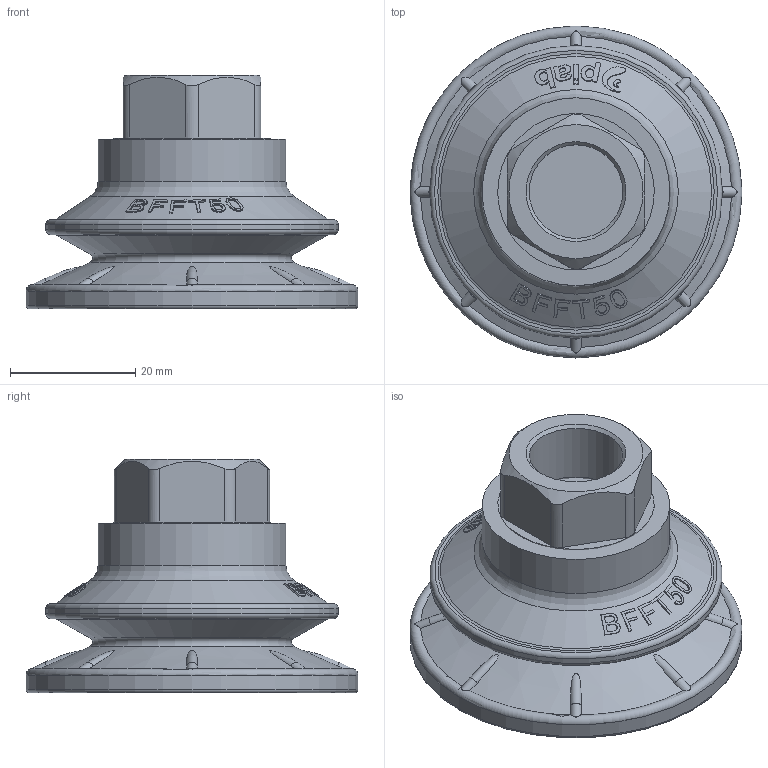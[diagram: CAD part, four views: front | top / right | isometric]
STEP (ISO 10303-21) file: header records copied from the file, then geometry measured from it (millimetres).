
FILE_DESCRIPTION( ( 'Unknown' ), '1' );
FILE_NAME( 'SE-0409703.stp', 'Unknown', ( 'Unknown' ), ( 'Unknown' ), 'PSStep 17.0.49', 'Unknown', ' ' );
FILE_SCHEMA( ( 'AUTOMOTIVE_DESIGN { 1 0 10303 214 1 1 1 1 }' ) );
Length unit declared in the file: millimetre
Products named in the file (7): SE-0407856; SE-0408103; SE-0409079; SE-0409344; SE-0409077; Assem1; SE-0407009
Assembly tree (6 placements, depth 3):
  Assem1
    SE-0407009
    SE-0407856
      SE-0408103
      SE-0409079
      SE-0409344
      SE-0409077
Bounding box: 53 x 53 x 37.24 mm (x, y, z)
Volume: 39879 mm3; surface area: 15664.6 mm2
Topology: 5 solids, 5 shells, 374 faces, 986 edges, 655 vertices
Faces by surface type: bspline 165, plane 98, cylinder 54, torus 29, cone 28
Full cylindrical faces by diameter (mm): 10.3 x2, 11 x1, 12 x2, 14.8 x1, 14.95 x3, 16.662 x1, 18.1 x1, 19 x3, 21.3 x1, 21.5 x1, 23 x3, 24.5 x1, 25 x1, 30 x1, 46.694 x1, 53.004 x1
Entity records: 19426 total; most frequent: CARTESIAN_POINT 8593, ORIENTED_EDGE 1834, DIRECTION 1067, EDGE_CURVE 917, VERTEX_POINT 634, EDGE_LOOP 463, B_SPLINE_CURVE_WITH_KNOTS 454, FACE_OUTER_BOUND 413
